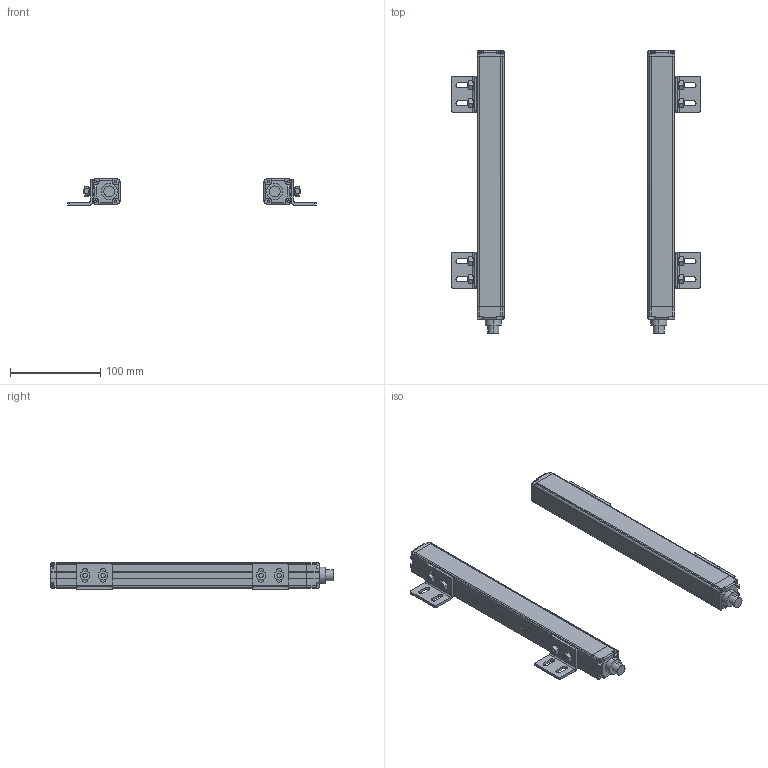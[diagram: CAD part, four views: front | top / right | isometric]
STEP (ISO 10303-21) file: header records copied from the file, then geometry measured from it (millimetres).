
FILE_DESCRIPTION((''),'2;1');
FILE_NAME('EOS_250_ASM','2013-11-08T',('dandrea'),('REER'),'PRO/ENGINEER BY PARAMETRIC TECHNOLOGY CORPORATION, 2010180','PRO/ENGINEER BY PARAMETRIC TECHNOLOGY CORPORATION, 2010180','');
FILE_SCHEMA(('CONFIG_CONTROL_DESIGN'));
Length unit declared in the file: millimetre
Products named in the file (43): EOS_250-3DSOLID_116; EOS_250-3DSOLID_117; EOS_250-3DSOLID_118; EOS_250-3DSOLID_119; EOS_250-3DSOLID_120; EOS_250-3DSOLID_121; EOS_250-3DSOLID_122; EOS_250-3DSOLID_123; EOS_250-3DSOLID_124; EOS_250-3DSOLID_125; EOS_250-3DSOLID_132; EOS_250-3DSOLID_133; EOS_250-3DSOLID_134; EOS_250-3DSOLID_135; EOS_250-3DSOLID_136; EOS_250-3DSOLID_249; EOS_250-3DSOLID_250; EOS_250-3DSOLID_251; EOS_250-3DSOLID_252; EOS_250-3DSOLID_253; EOS_250-3DSOLID_254; EOS_250-3DSOLID_255; EOS_250-3DSOLID_256; EOS_250-3DSOLID_257; EOS_250-3DSOLID_258; EOS_250-3DSOLID_263; EOS_250-3DSOLID_271; EOS_250-3DSOLID_272; EOS_250-3DSOLID_273; EOS_250-3DSOLID_274; EOS_250-3DSOLID_319; EOS_250-3DSOLID_320; EOS_250-3DSOLID_321; EOS_250-3DSOLID_322; EOS_250-3DSOLID_323; EOS_250-3DSOLID_324; EOS_250-3DSOLID_325; EOS_250-3DSOLID_326; EOS_250-3DSOLID_327; EOS_250-3DSOLID_328 ...
Assembly tree (42 placements, depth 2):
  EOS_250_ASM
    EOS_250-3DSOLID_116
    EOS_250-3DSOLID_117
    EOS_250-3DSOLID_118
    EOS_250-3DSOLID_119
    EOS_250-3DSOLID_120
    EOS_250-3DSOLID_121
    EOS_250-3DSOLID_122
    EOS_250-3DSOLID_123
    EOS_250-3DSOLID_124
    EOS_250-3DSOLID_125
    EOS_250-3DSOLID_132
    EOS_250-3DSOLID_133
    EOS_250-3DSOLID_134
    EOS_250-3DSOLID_135
    EOS_250-3DSOLID_136
    EOS_250-3DSOLID_249
    EOS_250-3DSOLID_250
    EOS_250-3DSOLID_251
    EOS_250-3DSOLID_252
    EOS_250-3DSOLID_253
    EOS_250-3DSOLID_254
    EOS_250-3DSOLID_255
    EOS_250-3DSOLID_256
    EOS_250-3DSOLID_257
    EOS_250-3DSOLID_258
    EOS_250-3DSOLID_263
    EOS_250-3DSOLID_271
    EOS_250-3DSOLID_272
    EOS_250-3DSOLID_273
    EOS_250-3DSOLID_274
    EOS_250-3DSOLID_319
    EOS_250-3DSOLID_320
    EOS_250-3DSOLID_321
    EOS_250-3DSOLID_322
    EOS_250-3DSOLID_323
    EOS_250-3DSOLID_324
    EOS_250-3DSOLID_325
    EOS_250-3DSOLID_326
    EOS_250-3DSOLID_327
    EOS_250-3DSOLID_328
    EOS_250-3DSOLID_329
    EOS_250-3DSOLID_330
Bounding box: 275.53 x 313 x 29.33 mm (x, y, z)
Volume: 495713.2 mm3; surface area: 161931.8 mm2
Topology: 42 solids, 42 shells, 962 faces, 2772 edges, 1920 vertices
Faces by surface type: plane 492, cylinder 438, torus 32
Entity records: 33599 total; most frequent: CARTESIAN_POINT 6142, DIRECTION 5878, ORIENTED_EDGE 5544, EDGE_CURVE 2772, AXIS2_PLACEMENT_3D 2171, VERTEX_POINT 1920, VECTOR 1536, LINE 1536
